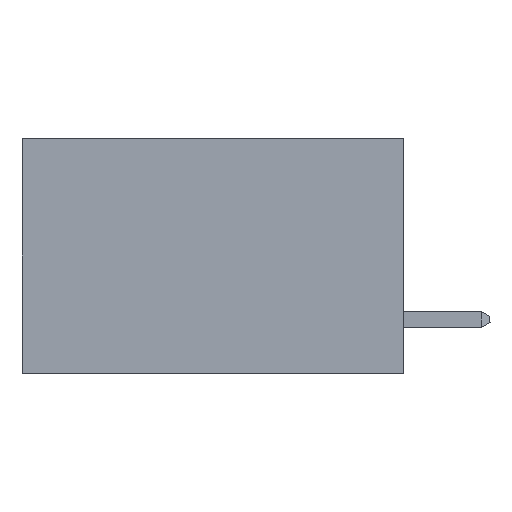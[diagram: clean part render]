
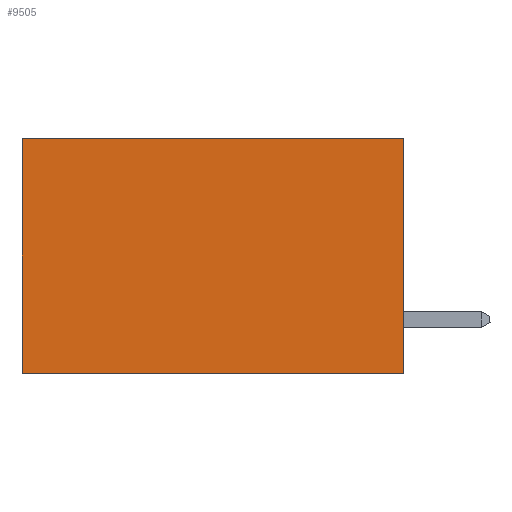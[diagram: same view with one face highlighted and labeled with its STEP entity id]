
A CAD part, left-side view. The second image highlights one B-rep face of the part: STEP entity #9505.
In plain terms, the highlighted planar face has unit normal (-1, 0, 0).
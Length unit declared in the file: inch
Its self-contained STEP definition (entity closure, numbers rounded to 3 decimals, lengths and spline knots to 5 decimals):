
#104 = VECTOR ( 'NONE', #1864, 39.37008 ) ;
#117 = DIRECTION ( 'NONE',  ( 0., 0., -1. ) ) ;
#472 = CARTESIAN_POINT ( 'NONE',  ( 0.2875, 0.6, 0. ) ) ;
#958 = ORIENTED_EDGE ( 'NONE', *, *, #2208, .T. ) ;
#1864 = DIRECTION ( 'NONE',  ( 0., 0., -1. ) ) ;
#2208 = EDGE_CURVE ( 'NONE', #14123, #2589, #6077, .T. ) ;
#2589 = VERTEX_POINT ( 'NONE', #472 ) ;
#3250 = EDGE_CURVE ( 'NONE', #2589, #3932, #4106, .T. ) ;
#3302 = DIRECTION ( 'NONE',  ( 0., 0., -1. ) ) ;
#3644 = EDGE_CURVE ( 'NONE', #8184, #3932, #10419, .T. ) ;
#3932 = VERTEX_POINT ( 'NONE', #13319 ) ;
#4106 = LINE ( 'NONE', #8371, #13868 ) ;
#4637 = VECTOR ( 'NONE', #7682, 39.37008 ) ;
#6077 = LINE ( 'NONE', #7823, #4637 ) ;
#6153 = LINE ( 'NONE', #14275, #104 ) ;
#6350 = ORIENTED_EDGE ( 'NONE', *, *, #6636, .F. ) ;
#6636 = EDGE_CURVE ( 'NONE', #14123, #8184, #6153, .T. ) ;
#7356 = ORIENTED_EDGE ( 'NONE', *, *, #3644, .F. ) ;
#7682 = DIRECTION ( 'NONE',  ( 0., 1., 0. ) ) ;
#7823 = CARTESIAN_POINT ( 'NONE',  ( 0.2875, 0., 0. ) ) ;
#8184 = VERTEX_POINT ( 'NONE', #11945 ) ;
#8371 = CARTESIAN_POINT ( 'NONE',  ( 0.2875, 0.6, 0. ) ) ;
#9074 = FACE_OUTER_BOUND ( 'NONE', #12946, .T. ) ;
#9313 = DIRECTION ( 'NONE',  ( 1., 0., 0. ) ) ;
#9505 = ADVANCED_FACE ( 'NONE', ( #9074 ), #12611, .F. ) ;
#10419 = LINE ( 'NONE', #10997, #12696 ) ;
#10967 = AXIS2_PLACEMENT_3D ( 'NONE', #13685, #9313, #117 ) ;
#10997 = CARTESIAN_POINT ( 'NONE',  ( 0.2875, 0., -0.37 ) ) ;
#11146 = DIRECTION ( 'NONE',  ( 0., 1., 0. ) ) ;
#11945 = CARTESIAN_POINT ( 'NONE',  ( 0.2875, 0., -0.37 ) ) ;
#12611 = PLANE ( 'NONE',  #10967 ) ;
#12696 = VECTOR ( 'NONE', #11146, 39.37008 ) ;
#12946 = EDGE_LOOP ( 'NONE', ( #14028, #7356, #6350, #958 ) ) ;
#13319 = CARTESIAN_POINT ( 'NONE',  ( 0.2875, 0.6, -0.37 ) ) ;
#13685 = CARTESIAN_POINT ( 'NONE',  ( 0.2875, 0., 0. ) ) ;
#13868 = VECTOR ( 'NONE', #3302, 39.37008 ) ;
#14028 = ORIENTED_EDGE ( 'NONE', *, *, #3250, .T. ) ;
#14123 = VERTEX_POINT ( 'NONE', #14428 ) ;
#14275 = CARTESIAN_POINT ( 'NONE',  ( 0.2875, 0., 0. ) ) ;
#14428 = CARTESIAN_POINT ( 'NONE',  ( 0.2875, 0., 0. ) ) ;
